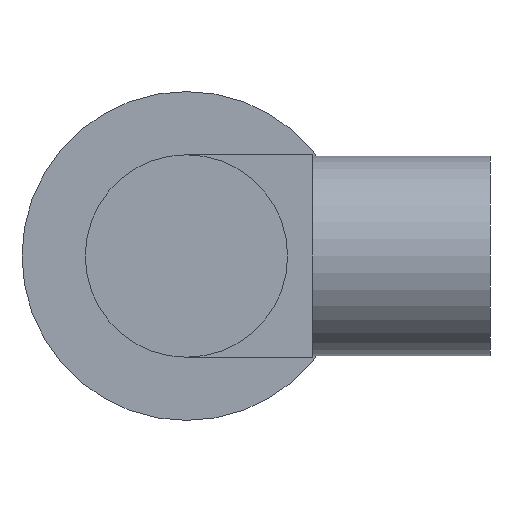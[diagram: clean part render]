
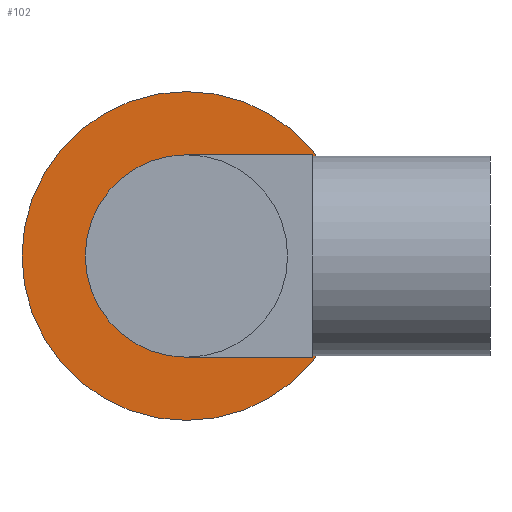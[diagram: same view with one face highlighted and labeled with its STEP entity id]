
A CAD part, left-side view. The second image highlights one B-rep face of the part: STEP entity #102.
In plain terms, the highlighted planar face has unit normal (-1, 0, 0).
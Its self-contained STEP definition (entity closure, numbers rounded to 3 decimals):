
#13 = CIRCLE ( 'NONE', #356, 8. ) ;
#18 = CARTESIAN_POINT ( 'NONE',  ( 68.5, 0., 0. ) ) ;
#21 = AXIS2_PLACEMENT_3D ( 'NONE', #18, #211, #468 ) ;
#24 = CIRCLE ( 'NONE', #21, 8. ) ;
#29 = CARTESIAN_POINT ( 'NONE',  ( 68.5, 0., 0. ) ) ;
#35 = DIRECTION ( 'NONE',  ( -1., 0., 0. ) ) ;
#52 = AXIS2_PLACEMENT_3D ( 'NONE', #503, #200, #194 ) ;
#53 = ORIENTED_EDGE ( 'NONE', *, *, #347, .T. ) ;
#69 = FACE_BOUND ( 'NONE', #348, .T. ) ;
#83 = VERTEX_POINT ( 'NONE', #498 ) ;
#93 = VERTEX_POINT ( 'NONE', #147 ) ;
#102 = ADVANCED_FACE ( 'NONE', ( #69, #625 ), #108, .F. ) ;
#108 = PLANE ( 'NONE',  #477 ) ;
#130 = VERTEX_POINT ( 'NONE', #614 ) ;
#136 = EDGE_CURVE ( 'NONE', #130, #267, #13, .T. ) ;
#146 = EDGE_LOOP ( 'NONE', ( #357, #53 ) ) ;
#147 = CARTESIAN_POINT ( 'NONE',  ( 68.5, 0., -13. ) ) ;
#157 = CARTESIAN_POINT ( 'NONE',  ( 68.5, 8., 0. ) ) ;
#180 = EDGE_CURVE ( 'NONE', #267, #130, #24, .T. ) ;
#192 = CIRCLE ( 'NONE', #520, 13. ) ;
#194 = DIRECTION ( 'NONE',  ( 0., 0., 1. ) ) ;
#200 = DIRECTION ( 'NONE',  ( -1., 0., 0. ) ) ;
#202 = CARTESIAN_POINT ( 'NONE',  ( 68.5, 0., 0. ) ) ;
#211 = DIRECTION ( 'NONE',  ( -1., 0., 0. ) ) ;
#267 = VERTEX_POINT ( 'NONE', #394 ) ;
#308 = DIRECTION ( 'NONE',  ( 0., 0., -1. ) ) ;
#347 = EDGE_CURVE ( 'NONE', #93, #83, #621, .T. ) ;
#348 = EDGE_LOOP ( 'NONE', ( #475, #447 ) ) ;
#355 = DIRECTION ( 'NONE',  ( 0., 0., 1. ) ) ;
#356 = AXIS2_PLACEMENT_3D ( 'NONE', #202, #655, #355 ) ;
#357 = ORIENTED_EDGE ( 'NONE', *, *, #465, .T. ) ;
#394 = CARTESIAN_POINT ( 'NONE',  ( 68.5, 0., 8. ) ) ;
#397 = DIRECTION ( 'NONE',  ( 0., 0., 1. ) ) ;
#447 = ORIENTED_EDGE ( 'NONE', *, *, #136, .F. ) ;
#460 = DIRECTION ( 'NONE',  ( 1., 0., 0. ) ) ;
#465 = EDGE_CURVE ( 'NONE', #83, #93, #192, .T. ) ;
#468 = DIRECTION ( 'NONE',  ( 0., 0., 1. ) ) ;
#475 = ORIENTED_EDGE ( 'NONE', *, *, #180, .F. ) ;
#477 = AXIS2_PLACEMENT_3D ( 'NONE', #157, #460, #308 ) ;
#498 = CARTESIAN_POINT ( 'NONE',  ( 68.5, 0., 13. ) ) ;
#503 = CARTESIAN_POINT ( 'NONE',  ( 68.5, 0., 0. ) ) ;
#520 = AXIS2_PLACEMENT_3D ( 'NONE', #29, #35, #397 ) ;
#614 = CARTESIAN_POINT ( 'NONE',  ( 68.5, 0., -8. ) ) ;
#621 = CIRCLE ( 'NONE', #52, 13. ) ;
#625 = FACE_OUTER_BOUND ( 'NONE', #146, .T. ) ;
#655 = DIRECTION ( 'NONE',  ( -1., 0., 0. ) ) ;
